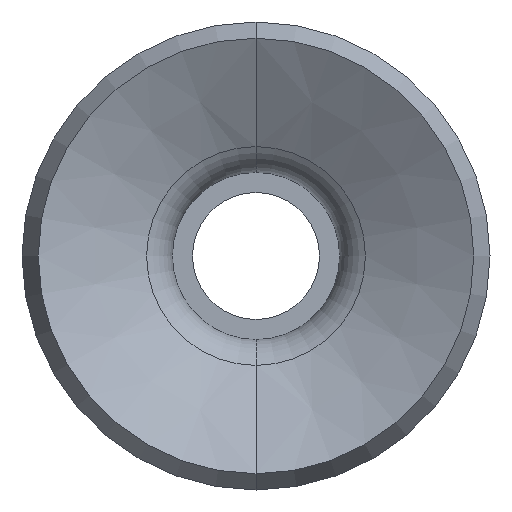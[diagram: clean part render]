
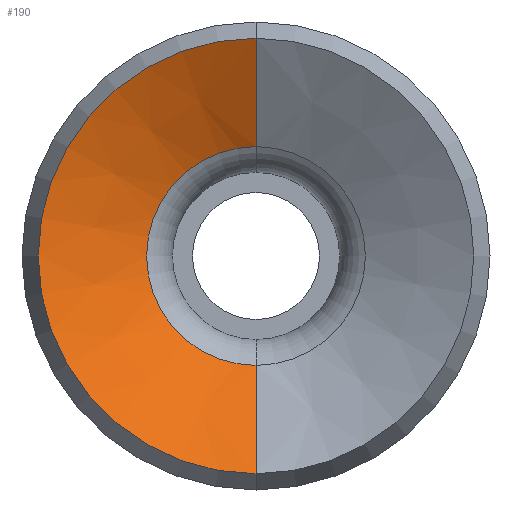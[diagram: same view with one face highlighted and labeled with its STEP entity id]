
A CAD part, front view. The second image highlights one B-rep face of the part: STEP entity #190.
In plain terms, the highlighted conical face has half-angle 60.971 degrees and reference radius 3.272 mm.
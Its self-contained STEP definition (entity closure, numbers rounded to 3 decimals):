
#190=ADVANCED_FACE('',(#461),#462,.F.);
#461=FACE_OUTER_BOUND('',#817,.T.);
#462=CONICAL_SURFACE('',#818,3.272,1.064);
#817=EDGE_LOOP('',(#4491,#4492,#4493,#4494));
#818=AXIS2_PLACEMENT_3D('',#4495,#4496,#4497);
#4491=ORIENTED_EDGE('',*,*,#5215,.T.);
#4492=ORIENTED_EDGE('',*,*,#5287,.T.);
#4493=ORIENTED_EDGE('',*,*,#5288,.F.);
#4494=ORIENTED_EDGE('',*,*,#5289,.F.);
#4495=CARTESIAN_POINT('',(0.0,-21.2,0.0));
#4496=DIRECTION('',(0.0,-1.0,-0.0));
#4497=DIRECTION('',(0.0,0.0,-1.0));
#5215=EDGE_CURVE('',#5612,#5616,#5618,.T.);
#5287=EDGE_CURVE('',#5616,#5723,#5724,.T.);
#5288=EDGE_CURVE('',#5725,#5723,#5726,.T.);
#5289=EDGE_CURVE('',#5612,#5725,#5727,.T.);
#5612=VERTEX_POINT('',#6149);
#5616=VERTEX_POINT('',#6153);
#5618=CIRCLE('',#6155,3.272);
#5723=VERTEX_POINT('',#6638);
#5724=LINE('',#6639,#6640);
#5725=VERTEX_POINT('',#6641);
#5726=CIRCLE('',#6642,6.515);
#5727=LINE('',#6643,#6644);
#6149=CARTESIAN_POINT('',(0.0,-21.2,-3.272));
#6153=CARTESIAN_POINT('',(0.,-21.2,3.272));
#6155=AXIS2_PLACEMENT_3D('',#8126,#8127,#8128);
#6638=CARTESIAN_POINT('',(0.0,-23.0,6.515));
#6639=CARTESIAN_POINT('',(0.,-21.2,3.272));
#6640=VECTOR('',#8233,1000.0);
#6641=CARTESIAN_POINT('',(0.,-23.0,-6.515));
#6642=AXIS2_PLACEMENT_3D('',#8234,#8235,#8236);
#6643=CARTESIAN_POINT('',(0.0,-21.2,-3.272));
#6644=VECTOR('',#8237,1000.0);
#8126=CARTESIAN_POINT('',(0.0,-21.2,0.0));
#8127=DIRECTION('',(0.0,1.0,0.0));
#8128=DIRECTION('',(0.0,0.0,1.0));
#8233=DIRECTION('',(0.,-0.485,0.874));
#8234=CARTESIAN_POINT('',(0.0,-23.0,0.0));
#8235=DIRECTION('',(0.0,1.0,0.0));
#8236=DIRECTION('',(0.0,0.0,1.0));
#8237=DIRECTION('',(0.0,-0.485,-0.874));
